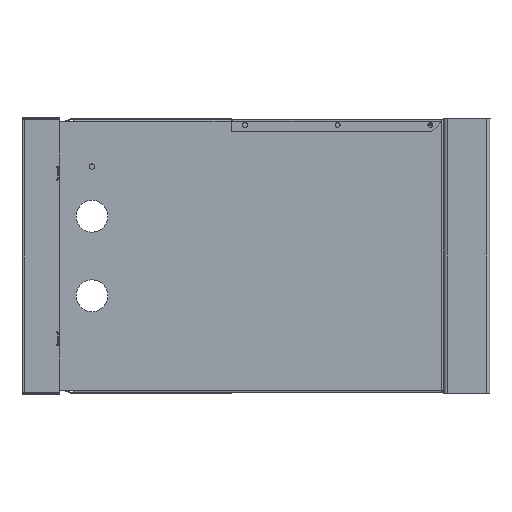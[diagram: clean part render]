
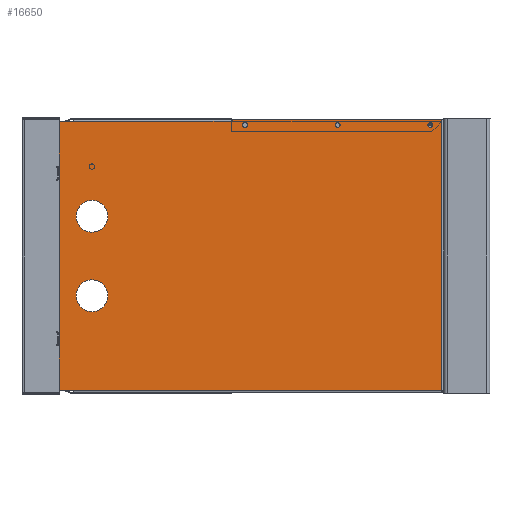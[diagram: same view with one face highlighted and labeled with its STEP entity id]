
A CAD part, left-side view. The second image highlights one B-rep face of the part: STEP entity #16650.
In plain terms, the highlighted face is planar.
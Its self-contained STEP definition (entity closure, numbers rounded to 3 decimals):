
#288=FACE_BOUND('',#2011,.T.);
#289=FACE_BOUND('',#2012,.T.);
#290=FACE_BOUND('',#2013,.T.);
#291=FACE_BOUND('',#2014,.T.);
#292=FACE_BOUND('',#2015,.T.);
#293=FACE_BOUND('',#2016,.T.);
#294=FACE_BOUND('',#2017,.T.);
#295=FACE_BOUND('',#2018,.T.);
#296=FACE_BOUND('',#2019,.T.);
#297=FACE_BOUND('',#2020,.T.);
#1091=FACE_OUTER_BOUND('',#2010,.T.);
#2010=EDGE_LOOP('',(#11497,#11498,#11499,#11500,#11501,#11502,#11503,#11504,
#11505,#11506));
#2011=EDGE_LOOP('',(#11507));
#2012=EDGE_LOOP('',(#11508));
#2013=EDGE_LOOP('',(#11509));
#2014=EDGE_LOOP('',(#11510,#11511,#11512,#11513));
#2015=EDGE_LOOP('',(#11514,#11515,#11516,#11517));
#2016=EDGE_LOOP('',(#11518));
#2017=EDGE_LOOP('',(#11519));
#2018=EDGE_LOOP('',(#11520));
#2019=EDGE_LOOP('',(#11521));
#2020=EDGE_LOOP('',(#11522));
#3269=LINE('',#24314,#4917);
#3353=LINE('',#24596,#5001);
#3360=LINE('',#24612,#5008);
#3363=LINE('',#24619,#5011);
#3367=LINE('',#24626,#5015);
#3369=LINE('',#24630,#5017);
#3370=LINE('',#24632,#5018);
#3371=LINE('',#24633,#5019);
#3372=LINE('',#24635,#5020);
#3373=LINE('',#24636,#5021);
#3374=LINE('',#24645,#5022);
#3375=LINE('',#24647,#5023);
#3376=LINE('',#24649,#5024);
#3377=LINE('',#24650,#5025);
#3378=LINE('',#24653,#5026);
#3379=LINE('',#24655,#5027);
#3380=LINE('',#24657,#5028);
#3381=LINE('',#24658,#5029);
#4917=VECTOR('',#19375,10.);
#5001=VECTOR('',#19601,10.);
#5008=VECTOR('',#19620,10.);
#5011=VECTOR('',#19625,10.);
#5015=VECTOR('',#19631,10.);
#5017=VECTOR('',#19635,10.);
#5018=VECTOR('',#19636,10.);
#5019=VECTOR('',#19637,10.);
#5020=VECTOR('',#19638,10.);
#5021=VECTOR('',#19639,10.);
#5022=VECTOR('',#19646,10.);
#5023=VECTOR('',#19647,10.);
#5024=VECTOR('',#19648,10.);
#5025=VECTOR('',#19649,10.);
#5026=VECTOR('',#19650,10.);
#5027=VECTOR('',#19651,10.);
#5028=VECTOR('',#19652,10.);
#5029=VECTOR('',#19653,10.);
#6596=CIRCLE('',#17798,3.75);
#6597=CIRCLE('',#17799,3.75);
#6598=CIRCLE('',#17800,3.75);
#6599=CIRCLE('',#17801,2.5);
#6600=CIRCLE('',#17802,24.);
#6601=CIRCLE('',#17803,2.5);
#6602=CIRCLE('',#17804,2.5);
#6603=CIRCLE('',#17805,24.);
#7271=VERTEX_POINT('',#24297);
#7278=VERTEX_POINT('',#24312);
#7298=VERTEX_POINT('',#24357);
#7366=VERTEX_POINT('',#24595);
#7369=VERTEX_POINT('',#24611);
#7371=VERTEX_POINT('',#24617);
#7372=VERTEX_POINT('',#24618);
#7375=VERTEX_POINT('',#24629);
#7376=VERTEX_POINT('',#24631);
#7377=VERTEX_POINT('',#24634);
#7378=VERTEX_POINT('',#24637);
#7379=VERTEX_POINT('',#24639);
#7380=VERTEX_POINT('',#24641);
#7381=VERTEX_POINT('',#24643);
#7382=VERTEX_POINT('',#24644);
#7383=VERTEX_POINT('',#24646);
#7384=VERTEX_POINT('',#24648);
#7385=VERTEX_POINT('',#24651);
#7386=VERTEX_POINT('',#24652);
#7387=VERTEX_POINT('',#24654);
#7388=VERTEX_POINT('',#24656);
#7389=VERTEX_POINT('',#24659);
#7390=VERTEX_POINT('',#24661);
#7391=VERTEX_POINT('',#24663);
#7392=VERTEX_POINT('',#24665);
#7393=VERTEX_POINT('',#24667);
#8864=EDGE_CURVE('',#7278,#7271,#3269,.T.);
#8983=EDGE_CURVE('',#7366,#7298,#3353,.T.);
#8991=EDGE_CURVE('',#7369,#7366,#3360,.T.);
#8994=EDGE_CURVE('',#7371,#7372,#3363,.T.);
#8998=EDGE_CURVE('',#7372,#7369,#3367,.T.);
#9000=EDGE_CURVE('',#7298,#7375,#3369,.T.);
#9001=EDGE_CURVE('',#7375,#7376,#3370,.T.);
#9002=EDGE_CURVE('',#7271,#7376,#3371,.T.);
#9003=EDGE_CURVE('',#7278,#7377,#3372,.T.);
#9004=EDGE_CURVE('',#7371,#7377,#3373,.T.);
#9005=EDGE_CURVE('',#7378,#7378,#6596,.T.);
#9006=EDGE_CURVE('',#7379,#7379,#6597,.T.);
#9007=EDGE_CURVE('',#7380,#7380,#6598,.T.);
#9008=EDGE_CURVE('',#7381,#7382,#3374,.T.);
#9009=EDGE_CURVE('',#7382,#7383,#3375,.T.);
#9010=EDGE_CURVE('',#7383,#7384,#3376,.T.);
#9011=EDGE_CURVE('',#7384,#7381,#3377,.T.);
#9012=EDGE_CURVE('',#7385,#7386,#3378,.T.);
#9013=EDGE_CURVE('',#7386,#7387,#3379,.T.);
#9014=EDGE_CURVE('',#7387,#7388,#3380,.T.);
#9015=EDGE_CURVE('',#7388,#7385,#3381,.T.);
#9016=EDGE_CURVE('',#7389,#7389,#6599,.T.);
#9017=EDGE_CURVE('',#7390,#7390,#6600,.T.);
#9018=EDGE_CURVE('',#7391,#7391,#6601,.T.);
#9019=EDGE_CURVE('',#7392,#7392,#6602,.T.);
#9020=EDGE_CURVE('',#7393,#7393,#6603,.T.);
#11497=ORIENTED_EDGE('',*,*,#8994,.T.);
#11498=ORIENTED_EDGE('',*,*,#8998,.T.);
#11499=ORIENTED_EDGE('',*,*,#8991,.T.);
#11500=ORIENTED_EDGE('',*,*,#8983,.T.);
#11501=ORIENTED_EDGE('',*,*,#9000,.T.);
#11502=ORIENTED_EDGE('',*,*,#9001,.T.);
#11503=ORIENTED_EDGE('',*,*,#9002,.F.);
#11504=ORIENTED_EDGE('',*,*,#8864,.F.);
#11505=ORIENTED_EDGE('',*,*,#9003,.T.);
#11506=ORIENTED_EDGE('',*,*,#9004,.F.);
#11507=ORIENTED_EDGE('',*,*,#9005,.T.);
#11508=ORIENTED_EDGE('',*,*,#9006,.T.);
#11509=ORIENTED_EDGE('',*,*,#9007,.T.);
#11510=ORIENTED_EDGE('',*,*,#9008,.T.);
#11511=ORIENTED_EDGE('',*,*,#9009,.T.);
#11512=ORIENTED_EDGE('',*,*,#9010,.T.);
#11513=ORIENTED_EDGE('',*,*,#9011,.T.);
#11514=ORIENTED_EDGE('',*,*,#9012,.T.);
#11515=ORIENTED_EDGE('',*,*,#9013,.T.);
#11516=ORIENTED_EDGE('',*,*,#9014,.T.);
#11517=ORIENTED_EDGE('',*,*,#9015,.T.);
#11518=ORIENTED_EDGE('',*,*,#9016,.T.);
#11519=ORIENTED_EDGE('',*,*,#9017,.T.);
#11520=ORIENTED_EDGE('',*,*,#9018,.T.);
#11521=ORIENTED_EDGE('',*,*,#9019,.T.);
#11522=ORIENTED_EDGE('',*,*,#9020,.T.);
#16108=PLANE('',#17797);
#16650=ADVANCED_FACE('',(#1091,#288,#289,#290,#291,#292,#293,#294,#295,
#296,#297),#16108,.T.);
#17797=AXIS2_PLACEMENT_3D('',#24628,#19633,#19634);
#17798=AXIS2_PLACEMENT_3D('',#24638,#19640,#19641);
#17799=AXIS2_PLACEMENT_3D('',#24640,#19642,#19643);
#17800=AXIS2_PLACEMENT_3D('',#24642,#19644,#19645);
#17801=AXIS2_PLACEMENT_3D('',#24660,#19654,#19655);
#17802=AXIS2_PLACEMENT_3D('',#24662,#19656,#19657);
#17803=AXIS2_PLACEMENT_3D('',#24664,#19658,#19659);
#17804=AXIS2_PLACEMENT_3D('',#24666,#19660,#19661);
#17805=AXIS2_PLACEMENT_3D('',#24668,#19662,#19663);
#19375=DIRECTION('',(0.,1.,0.));
#19601=DIRECTION('',(0.,1.,0.));
#19620=DIRECTION('',(0.,0.,-1.));
#19625=DIRECTION('',(0.,0.,1.));
#19631=DIRECTION('',(0.,1.,0.));
#19633=DIRECTION('center_axis',(1.,0.,0.));
#19634=DIRECTION('ref_axis',(0.,0.,-1.));
#19635=DIRECTION('',(0.,1.,0.));
#19636=DIRECTION('',(0.,0.,1.));
#19637=DIRECTION('',(0.,1.,0.));
#19638=DIRECTION('',(0.,0.,-1.));
#19639=DIRECTION('',(0.,-1.,0.));
#19640=DIRECTION('center_axis',(-1.,0.,0.));
#19641=DIRECTION('ref_axis',(0.,0.,-1.));
#19642=DIRECTION('center_axis',(-1.,0.,0.));
#19643=DIRECTION('ref_axis',(0.,0.,-1.));
#19644=DIRECTION('center_axis',(-1.,0.,0.));
#19645=DIRECTION('ref_axis',(0.,0.,-1.));
#19646=DIRECTION('',(0.,1.,0.));
#19647=DIRECTION('',(0.,0.,-1.));
#19648=DIRECTION('',(0.,-1.,0.));
#19649=DIRECTION('',(0.,0.,1.));
#19650=DIRECTION('',(0.,1.,0.));
#19651=DIRECTION('',(0.,0.,-1.));
#19652=DIRECTION('',(0.,-1.,0.));
#19653=DIRECTION('',(0.,0.,1.));
#19654=DIRECTION('center_axis',(-1.,0.,0.));
#19655=DIRECTION('ref_axis',(0.,0.,1.));
#19656=DIRECTION('center_axis',(-1.,0.,0.));
#19657=DIRECTION('ref_axis',(0.,0.,1.));
#19658=DIRECTION('center_axis',(-1.,0.,0.));
#19659=DIRECTION('ref_axis',(0.,0.,1.));
#19660=DIRECTION('center_axis',(-1.,0.,0.));
#19661=DIRECTION('ref_axis',(0.,0.,1.));
#19662=DIRECTION('center_axis',(-1.,0.,0.));
#19663=DIRECTION('ref_axis',(0.,0.,1.));
#24297=CARTESIAN_POINT('',(292.5,241.5,-1.5));
#24312=CARTESIAN_POINT('',(292.5,-314.5,-1.5));
#24314=CARTESIAN_POINT('',(292.5,317.5,-1.5));
#24357=CARTESIAN_POINT('',(292.5,241.5,-409.));
#24595=CARTESIAN_POINT('',(292.5,3.5,-409.));
#24596=CARTESIAN_POINT('',(292.5,-157.196,-409.));
#24611=CARTESIAN_POINT('',(292.5,3.5,-408.25));
#24612=CARTESIAN_POINT('',(292.5,3.5,-205.405));
#24617=CARTESIAN_POINT('',(292.5,2.,-412.));
#24618=CARTESIAN_POINT('',(292.5,2.,-408.25));
#24619=CARTESIAN_POINT('',(292.5,2.,-207.28));
#24626=CARTESIAN_POINT('',(292.5,-157.946,-408.25));
#24628=CARTESIAN_POINT('Origin',(292.5,-317.893,-2.561));
#24629=CARTESIAN_POINT('',(292.5,314.5,-409.));
#24630=CARTESIAN_POINT('',(292.5,-157.196,-409.));
#24631=CARTESIAN_POINT('',(292.5,314.5,-1.5));
#24632=CARTESIAN_POINT('',(292.5,314.5,-205.25));
#24633=CARTESIAN_POINT('',(292.5,317.5,-1.5));
#24634=CARTESIAN_POINT('',(292.5,-314.5,-412.));
#24635=CARTESIAN_POINT('',(292.5,-314.5,0.));
#24636=CARTESIAN_POINT('',(292.5,317.5,-412.));
#24637=CARTESIAN_POINT('',(292.5,-157.5,-399.25));
#24638=CARTESIAN_POINT('Origin',(292.5,-157.5,-403.));
#24639=CARTESIAN_POINT('',(292.5,-297.5,-399.25));
#24640=CARTESIAN_POINT('Origin',(292.5,-297.5,-403.));
#24641=CARTESIAN_POINT('',(292.5,-17.5,-399.25));
#24642=CARTESIAN_POINT('Origin',(292.5,-17.5,-403.));
#24643=CARTESIAN_POINT('',(292.5,262.5,-320.25));
#24644=CARTESIAN_POINT('',(292.5,266.5,-320.25));
#24645=CARTESIAN_POINT('',(292.5,290.,-320.25));
#24646=CARTESIAN_POINT('',(292.5,266.5,-340.25));
#24647=CARTESIAN_POINT('',(292.5,266.5,-159.375));
#24648=CARTESIAN_POINT('',(292.5,262.5,-340.25));
#24649=CARTESIAN_POINT('',(292.5,292.,-340.25));
#24650=CARTESIAN_POINT('',(292.5,262.5,-169.375));
#24651=CARTESIAN_POINT('',(292.5,262.5,-70.25));
#24652=CARTESIAN_POINT('',(292.5,266.5,-70.25));
#24653=CARTESIAN_POINT('',(292.5,290.,-70.25));
#24654=CARTESIAN_POINT('',(292.5,266.5,-90.25));
#24655=CARTESIAN_POINT('',(292.5,266.5,-34.375));
#24656=CARTESIAN_POINT('',(292.5,262.5,-90.25));
#24657=CARTESIAN_POINT('',(292.5,292.,-90.25));
#24658=CARTESIAN_POINT('',(292.5,262.5,-44.375));
#24659=CARTESIAN_POINT('',(292.5,287.5,-207.75));
#24660=CARTESIAN_POINT('Origin',(292.5,287.5,-205.25));
#24661=CARTESIAN_POINT('',(292.5,213.5,-289.25));
#24662=CARTESIAN_POINT('Origin',(292.5,213.5,-265.25));
#24663=CARTESIAN_POINT('',(292.5,293.5,-275.75));
#24664=CARTESIAN_POINT('Origin',(292.5,293.5,-273.25));
#24665=CARTESIAN_POINT('',(292.5,293.5,-139.75));
#24666=CARTESIAN_POINT('Origin',(292.5,293.5,-137.25));
#24667=CARTESIAN_POINT('',(292.5,213.5,-169.25));
#24668=CARTESIAN_POINT('Origin',(292.5,213.5,-145.25));
